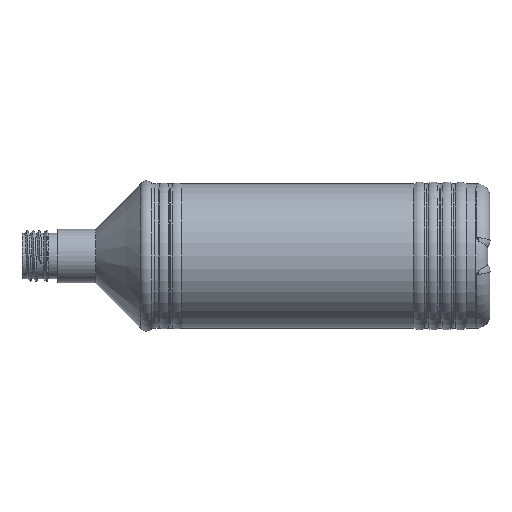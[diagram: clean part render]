
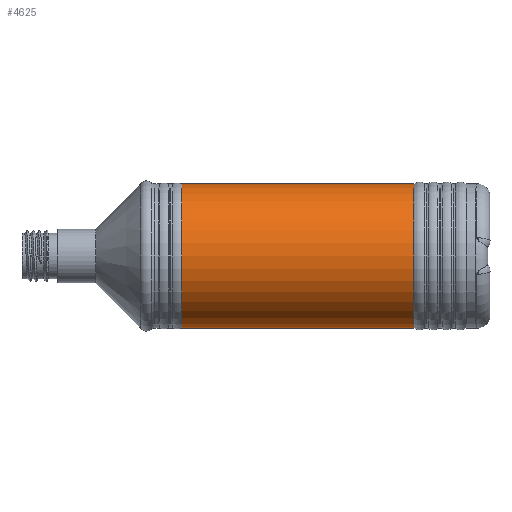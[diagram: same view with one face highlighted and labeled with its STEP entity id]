
A CAD part, left-side view. The second image highlights one B-rep face of the part: STEP entity #4625.
In plain terms, the highlighted cylindrical face has radius 39.055 mm (diameter 78.11 mm), a partial arc.
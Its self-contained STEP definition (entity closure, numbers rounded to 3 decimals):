
#26 = ORIENTED_EDGE ( 'NONE', *, *, #834, .T. ) ;
#498 = CARTESIAN_POINT ( 'NONE',  ( 0., 165.969, 39.055 ) ) ;
#515 = FACE_OUTER_BOUND ( 'NONE', #4031, .T. ) ;
#783 = VERTEX_POINT ( 'NONE', #3088 ) ;
#834 = EDGE_CURVE ( 'NONE', #783, #2646, #5737, .T. ) ;
#1135 = CARTESIAN_POINT ( 'NONE',  ( 0., 0., -39.055 ) ) ;
#1349 = VERTEX_POINT ( 'NONE', #498 ) ;
#1417 = VECTOR ( 'NONE', #5909, 1000. ) ;
#1789 = AXIS2_PLACEMENT_3D ( 'NONE', #3452, #3632, #5830 ) ;
#1847 = DIRECTION ( 'NONE',  ( 0., 0., 1. ) ) ;
#1909 = CARTESIAN_POINT ( 'NONE',  ( 0., 165.969, -39.055 ) ) ;
#2436 = LINE ( 'NONE', #1135, #1417 ) ;
#2516 = CIRCLE ( 'NONE', #8223, 39.055 ) ;
#2530 = VECTOR ( 'NONE', #6866, 1000. ) ;
#2632 = DIRECTION ( 'NONE',  ( 0., 1., 0. ) ) ;
#2646 = VERTEX_POINT ( 'NONE', #7260 ) ;
#2695 = EDGE_CURVE ( 'NONE', #2646, #1349, #8121, .T. ) ;
#2762 = VERTEX_POINT ( 'NONE', #1909 ) ;
#3088 = CARTESIAN_POINT ( 'NONE',  ( 0., 40.05, -39.055 ) ) ;
#3452 = CARTESIAN_POINT ( 'NONE',  ( 0., 40.05, 0. ) ) ;
#3598 = ORIENTED_EDGE ( 'NONE', *, *, #4865, .F. ) ;
#3632 = DIRECTION ( 'NONE',  ( 0., 1., 0. ) ) ;
#3686 = AXIS2_PLACEMENT_3D ( 'NONE', #8056, #2632, #1847 ) ;
#3750 = EDGE_CURVE ( 'NONE', #783, #2762, #2436, .T. ) ;
#4031 = EDGE_LOOP ( 'NONE', ( #5210, #26, #7181, #3598 ) ) ;
#4625 = ADVANCED_FACE ( 'NONE', ( #515 ), #5330, .T. ) ;
#4865 = EDGE_CURVE ( 'NONE', #2762, #1349, #2516, .T. ) ;
#5210 = ORIENTED_EDGE ( 'NONE', *, *, #3750, .F. ) ;
#5330 = CYLINDRICAL_SURFACE ( 'NONE', #3686, 39.055 ) ;
#5737 = CIRCLE ( 'NONE', #1789, 39.055 ) ;
#5770 = CARTESIAN_POINT ( 'NONE',  ( 0., 165.969, 0. ) ) ;
#5830 = DIRECTION ( 'NONE',  ( 0., 0., 1. ) ) ;
#5909 = DIRECTION ( 'NONE',  ( 0., 1., 0. ) ) ;
#6468 = DIRECTION ( 'NONE',  ( 0., 1., 0. ) ) ;
#6866 = DIRECTION ( 'NONE',  ( 0., 1., 0. ) ) ;
#7181 = ORIENTED_EDGE ( 'NONE', *, *, #2695, .T. ) ;
#7260 = CARTESIAN_POINT ( 'NONE',  ( 0., 40.05, 39.055 ) ) ;
#8056 = CARTESIAN_POINT ( 'NONE',  ( 0., 0., 0. ) ) ;
#8121 = LINE ( 'NONE', #8252, #2530 ) ;
#8223 = AXIS2_PLACEMENT_3D ( 'NONE', #5770, #6468, #8589 ) ;
#8252 = CARTESIAN_POINT ( 'NONE',  ( 0., 0., 39.055 ) ) ;
#8589 = DIRECTION ( 'NONE',  ( 0., 0., 1. ) ) ;
